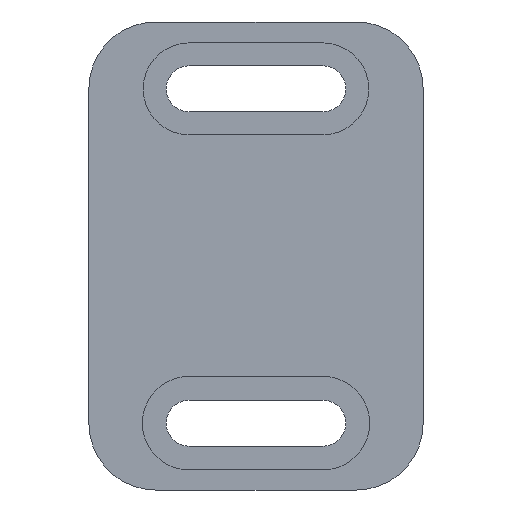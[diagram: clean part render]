
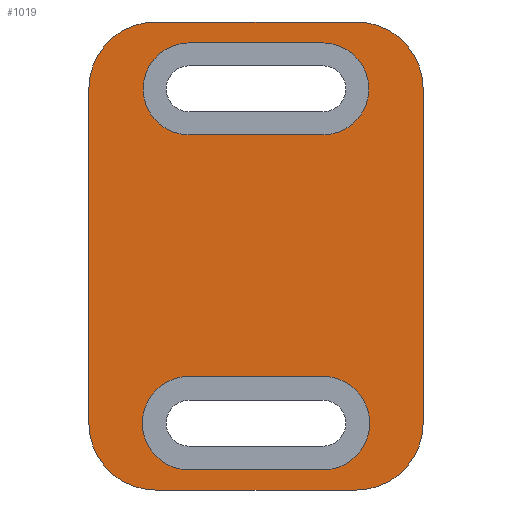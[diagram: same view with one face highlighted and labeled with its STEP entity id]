
A CAD part, front view. The second image highlights one B-rep face of the part: STEP entity #1019.
In plain terms, the highlighted planar face has unit normal (0, -1, 0).
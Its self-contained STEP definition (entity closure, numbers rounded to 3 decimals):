
#211=CARTESIAN_POINT('',(-12.,-17.,20.));
#212=DIRECTION('',(0.,1.,0.));
#213=DIRECTION('',(-1.,0.,0.));
#214=AXIS2_PLACEMENT_3D('',#211,#212,#213);
#216=DIRECTION('',(1.,0.,0.));
#217=VECTOR('',#216,24.);
#218=CARTESIAN_POINT('',(-12.,-17.,28.));
#219=LINE('',#218,#217);
#220=CARTESIAN_POINT('',(12.,-17.,20.));
#221=DIRECTION('',(0.,1.,0.));
#222=DIRECTION('',(0.,0.,1.));
#223=AXIS2_PLACEMENT_3D('',#220,#221,#222);
#225=DIRECTION('',(0.,0.,-1.));
#226=VECTOR('',#225,40.);
#227=CARTESIAN_POINT('',(20.,-17.,20.));
#228=LINE('',#227,#226);
#229=CARTESIAN_POINT('',(12.,-17.,-20.));
#230=DIRECTION('',(0.,1.,0.));
#231=DIRECTION('',(1.,0.,0.));
#232=AXIS2_PLACEMENT_3D('',#229,#230,#231);
#234=DIRECTION('',(-1.,0.,0.));
#235=VECTOR('',#234,24.);
#236=CARTESIAN_POINT('',(12.,-17.,-28.));
#237=LINE('',#236,#235);
#238=CARTESIAN_POINT('',(-12.,-17.,-20.));
#239=DIRECTION('',(0.,1.,0.));
#240=DIRECTION('',(0.,0.,-1.));
#241=AXIS2_PLACEMENT_3D('',#238,#239,#240);
#243=DIRECTION('',(0.,0.,1.));
#244=VECTOR('',#243,40.);
#245=CARTESIAN_POINT('',(-20.,-17.,-20.));
#246=LINE('',#245,#244);
#247=CARTESIAN_POINT('',(-8.,-17.,-20.));
#248=DIRECTION('',(0.,-1.,0.));
#249=DIRECTION('',(0.,0.,1.));
#250=AXIS2_PLACEMENT_3D('',#247,#248,#249);
#252=CARTESIAN_POINT('',(8.,-17.,-20.));
#253=DIRECTION('',(0.,-1.,0.));
#254=DIRECTION('',(0.,0.,-1.));
#255=AXIS2_PLACEMENT_3D('',#252,#253,#254);
#257=CARTESIAN_POINT('',(8.,-17.,20.));
#258=DIRECTION('',(0.,-1.,0.));
#259=DIRECTION('',(0.,0.,-1.));
#260=AXIS2_PLACEMENT_3D('',#257,#258,#259);
#262=CARTESIAN_POINT('',(-8.,-17.,20.));
#263=DIRECTION('',(0.,-1.,0.));
#264=DIRECTION('',(0.,0.,1.));
#265=AXIS2_PLACEMENT_3D('',#262,#263,#264);
#275=DIRECTION('',(1.,0.,0.));
#276=VECTOR('',#275,16.);
#277=CARTESIAN_POINT('',(-8.,-17.,-14.4));
#278=LINE('',#277,#276);
#287=DIRECTION('',(-1.,0.,0.));
#288=VECTOR('',#287,16.);
#289=CARTESIAN_POINT('',(8.,-17.,-25.6));
#290=LINE('',#289,#288);
#327=DIRECTION('',(-1.,0.,0.));
#328=VECTOR('',#327,16.);
#329=CARTESIAN_POINT('',(8.,-17.,14.5));
#330=LINE('',#329,#328);
#339=DIRECTION('',(1.,0.,0.));
#340=VECTOR('',#339,16.);
#341=CARTESIAN_POINT('',(-8.,-17.,25.5));
#342=LINE('',#341,#340);
#495=CARTESIAN_POINT('',(-8.,-17.,-14.4));
#496=CARTESIAN_POINT('',(-8.,-17.,-25.6));
#497=VERTEX_POINT('',#495);
#498=VERTEX_POINT('',#496);
#499=CARTESIAN_POINT('',(-20.,-17.,20.));
#500=CARTESIAN_POINT('',(-12.,-17.,28.));
#501=VERTEX_POINT('',#499);
#502=VERTEX_POINT('',#500);
#503=CARTESIAN_POINT('',(12.,-17.,28.));
#504=VERTEX_POINT('',#503);
#505=CARTESIAN_POINT('',(20.,-17.,20.));
#506=VERTEX_POINT('',#505);
#507=CARTESIAN_POINT('',(20.,-17.,-20.));
#508=VERTEX_POINT('',#507);
#509=CARTESIAN_POINT('',(12.,-17.,-28.));
#510=VERTEX_POINT('',#509);
#511=CARTESIAN_POINT('',(-12.,-17.,-28.));
#512=VERTEX_POINT('',#511);
#513=CARTESIAN_POINT('',(-20.,-17.,-20.));
#514=VERTEX_POINT('',#513);
#515=CARTESIAN_POINT('',(8.,-17.,-25.6));
#516=VERTEX_POINT('',#515);
#517=CARTESIAN_POINT('',(8.,-17.,-14.4));
#518=VERTEX_POINT('',#517);
#519=CARTESIAN_POINT('',(8.,-17.,14.5));
#520=CARTESIAN_POINT('',(8.,-17.,25.5));
#521=VERTEX_POINT('',#519);
#522=VERTEX_POINT('',#520);
#523=CARTESIAN_POINT('',(-8.,-17.,25.5));
#524=VERTEX_POINT('',#523);
#525=CARTESIAN_POINT('',(-8.,-17.,14.5));
#526=VERTEX_POINT('',#525);
#984=CARTESIAN_POINT('',(0.,-17.,0.));
#985=DIRECTION('',(0.,-1.,0.));
#986=DIRECTION('',(1.,0.,0.));
#987=AXIS2_PLACEMENT_3D('',#984,#985,#986);
#988=PLANE('',#987);
#989=ORIENTED_EDGE('',*,*,#856,.T.);
#990=ORIENTED_EDGE('',*,*,#835,.T.);
#991=ORIENTED_EDGE('',*,*,#814,.T.);
#992=ORIENTED_EDGE('',*,*,#966,.T.);
#993=ORIENTED_EDGE('',*,*,#946,.T.);
#994=ORIENTED_EDGE('',*,*,#925,.T.);
#995=ORIENTED_EDGE('',*,*,#904,.T.);
#996=ORIENTED_EDGE('',*,*,#877,.T.);
#997=EDGE_LOOP('',(#989,#990,#991,#992,#993,#994,#995,#996));
#998=FACE_OUTER_BOUND('',#997,.F.);
#1000=ORIENTED_EDGE('',*,*,#999,.T.);
#1002=ORIENTED_EDGE('',*,*,#1001,.F.);
#1004=ORIENTED_EDGE('',*,*,#1003,.T.);
#1006=ORIENTED_EDGE('',*,*,#1005,.F.);
#1007=EDGE_LOOP('',(#1000,#1002,#1004,#1006));
#1008=FACE_BOUND('',#1007,.F.);
#1010=ORIENTED_EDGE('',*,*,#1009,.T.);
#1012=ORIENTED_EDGE('',*,*,#1011,.F.);
#1014=ORIENTED_EDGE('',*,*,#1013,.T.);
#1016=ORIENTED_EDGE('',*,*,#1015,.F.);
#1017=EDGE_LOOP('',(#1010,#1012,#1014,#1016));
#1018=FACE_BOUND('',#1017,.F.);
#1019=ADVANCED_FACE('',(#998,#1008,#1018),#988,.T.);
#215=CIRCLE('',#214,8.);
#224=CIRCLE('',#223,8.);
#233=CIRCLE('',#232,8.);
#242=CIRCLE('',#241,8.);
#251=CIRCLE('',#250,5.6);
#256=CIRCLE('',#255,5.6);
#261=CIRCLE('',#260,5.5);
#266=CIRCLE('',#265,5.5);
#814=EDGE_CURVE('',#504,#506,#224,.T.);
#835=EDGE_CURVE('',#502,#504,#219,.T.);
#856=EDGE_CURVE('',#501,#502,#215,.T.);
#877=EDGE_CURVE('',#514,#501,#246,.T.);
#904=EDGE_CURVE('',#512,#514,#242,.T.);
#925=EDGE_CURVE('',#510,#512,#237,.T.);
#946=EDGE_CURVE('',#508,#510,#233,.T.);
#966=EDGE_CURVE('',#506,#508,#228,.T.);
#999=EDGE_CURVE('',#497,#498,#251,.T.);
#1001=EDGE_CURVE('',#516,#498,#290,.T.);
#1003=EDGE_CURVE('',#516,#518,#256,.T.);
#1005=EDGE_CURVE('',#497,#518,#278,.T.);
#1009=EDGE_CURVE('',#521,#522,#261,.T.);
#1011=EDGE_CURVE('',#524,#522,#342,.T.);
#1013=EDGE_CURVE('',#524,#526,#266,.T.);
#1015=EDGE_CURVE('',#521,#526,#330,.T.);
